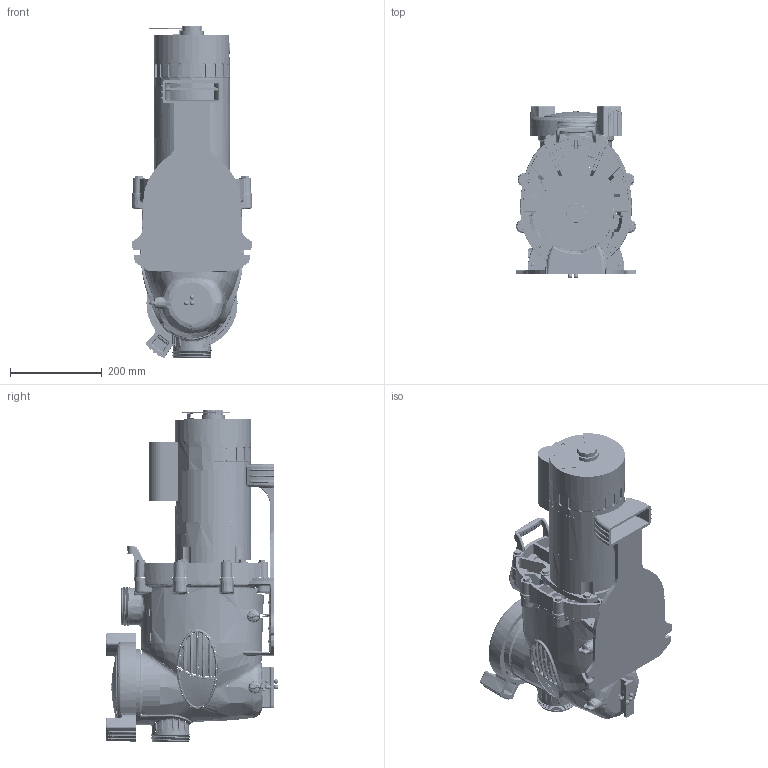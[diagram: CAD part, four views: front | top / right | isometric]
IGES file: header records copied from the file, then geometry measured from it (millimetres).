
Start section: SolidWorks IGES file using analytic representation for surfaces
Global section: file name: PHPF2.0.IGS; native system: SolidWorks 2016; preprocessor: SolidWorks 2016; author: Karl.Kendrick; date: 170621.071149; units: inch
Bounding box: 261.92 x 375.62 x 722.66 mm (x, y, z)
Surface area: 1100557.6 mm2 (no closed solid volume)
Topology: 0 solids, 0 shells, 3080 faces, 53682 edges, 53626 vertices
Faces by surface type: bspline 2244, revolution 836
